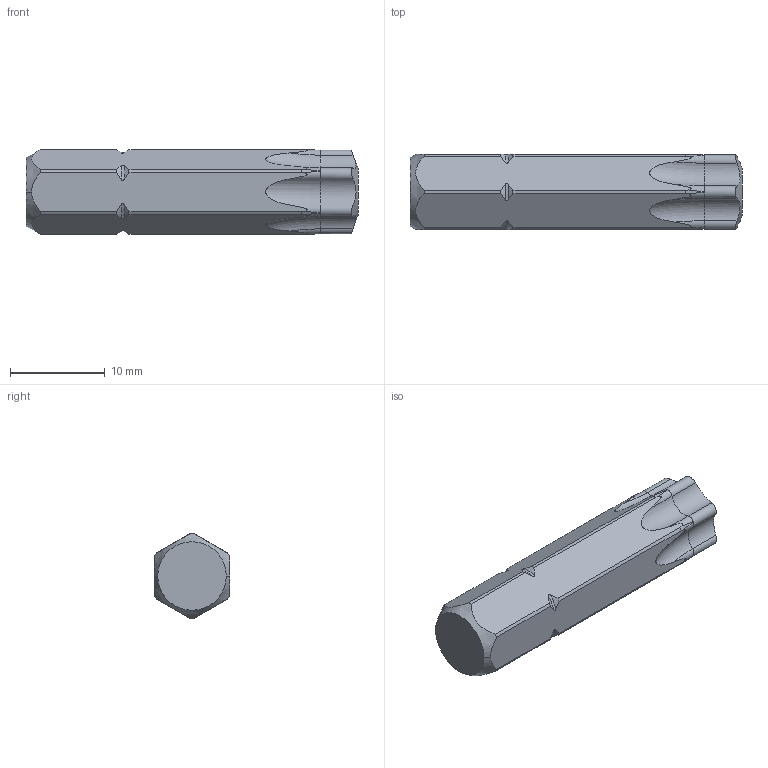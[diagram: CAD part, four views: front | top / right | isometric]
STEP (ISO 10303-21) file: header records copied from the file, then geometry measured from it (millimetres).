
FILE_DESCRIPTION((''),'2;1');
FILE_NAME('4027103350','2023-08-22T15:25:49',('A00565553'),(''),'CREO PARAMETRIC BY PTC INC, 2022414','CREO PARAMETRIC BY PTC INC, 2022414','');
FILE_SCHEMA(('CONFIG_CONTROL_DESIGN','GEOMETRIC_VALIDATION_PROPERTIES_MIM'));
Length unit declared in the file: millimetre
Products named in the file (1): 4027103350
Bounding box: 35 x 7.93 x 8.96 mm (x, y, z)
Volume: 1796 mm3; surface area: 1043.5 mm2
Topology: 1 solids, 1 shells, 78 faces, 210 edges, 134 vertices
Faces by surface type: torus 30, cylinder 24, cone 16, plane 8
Entity records: 3400 total; most frequent: CARTESIAN_POINT 1468, ORIENTED_EDGE 420, DIRECTION 336, EDGE_CURVE 210, AXIS2_PLACEMENT_3D 148, VERTEX_POINT 134, B_SPLINE_CURVE_WITH_KNOTS 100, EDGE_LOOP 78
